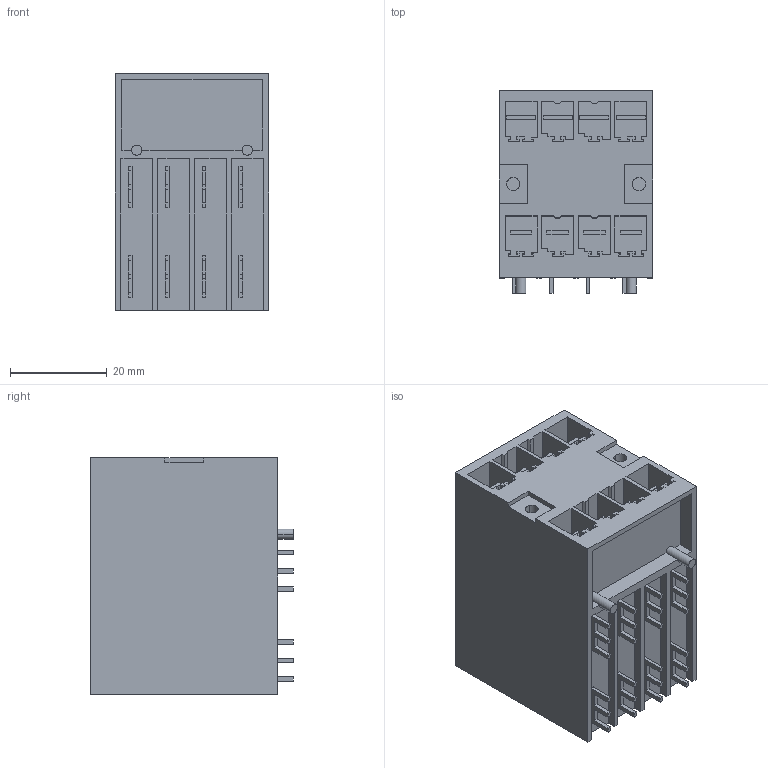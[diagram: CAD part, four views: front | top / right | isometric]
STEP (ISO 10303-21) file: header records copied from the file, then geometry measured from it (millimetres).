
FILE_DESCRIPTION(('CATIA V5 STEP Exchange','CAx-IF Rec.Pracs.--- Model Styling and Organization---1.2---2011-12-15'),'2;1');
FILE_NAME ('D1452763_0_1543320000_1543320000.stp','2017-11-04T08:59:36+00:00',('none'),('Weidmueller'),'CATIA Version 5-6 Release 2014','CATIA V5 STEP AP214','none');
FILE_SCHEMA(('AUTOMOTIVE_DESIGN { 1 0 10303 214 1 1 1 1 }'));
Length unit declared in the file: millimetre
Products named in the file (1): 1543320000
Bounding box: 31.7 x 41.9 x 48.9 mm (x, y, z)
Volume: 47665.9 mm3; surface area: 27835.8 mm2
Topology: 9 solids, 9 shells, 684 faces, 1929 edges, 1287 vertices
Faces by surface type: plane 676, cylinder 8
Entity records: 20055 total; most frequent: ORIENTED_EDGE 3858, CARTESIAN_POINT 3574, DIRECTION 2643, EDGE_CURVE 1929, VECTOR 1913, LINE 1913, VERTEX_POINT 1287, EDGE_LOOP 724
